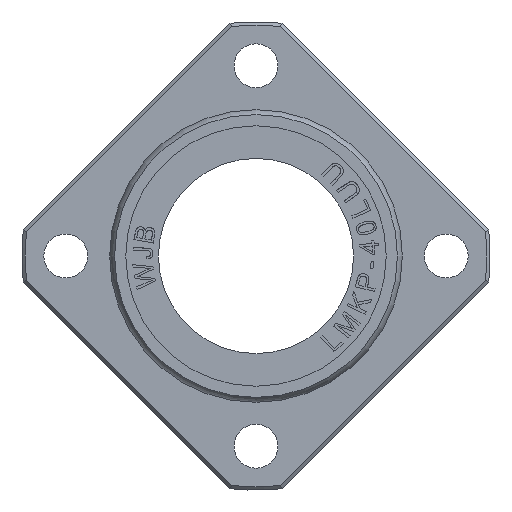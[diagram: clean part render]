
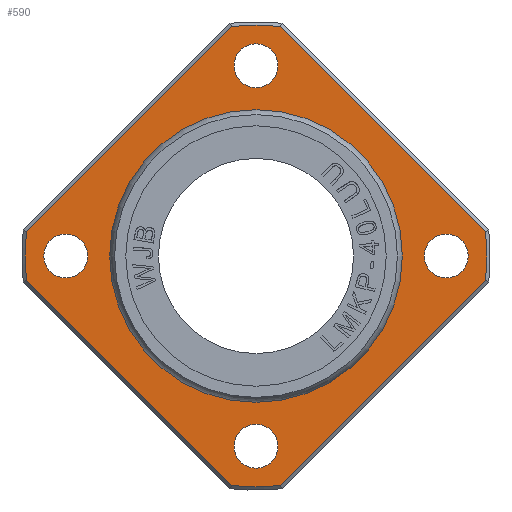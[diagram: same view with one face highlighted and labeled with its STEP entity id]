
A CAD part, left-side view. The second image highlights one B-rep face of the part: STEP entity #590.
In plain terms, the highlighted planar face has unit normal (-1, 0, 0).
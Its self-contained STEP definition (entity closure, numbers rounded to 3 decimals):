
#590=ADVANCED_FACE('',(#1895,#1896,#1897,#1898,#1899,#1900),#1004,.T.);
#1004=PLANE('',#7557);
#1319=CIRCLE('',#7532,47.3);
#1321=CIRCLE('',#7535,47.3);
#1323=CIRCLE('',#7538,47.3);
#1325=CIRCLE('',#7541,47.3);
#1331=CIRCLE('',#7552,29.668);
#1332=CIRCLE('',#7553,4.5);
#1333=CIRCLE('',#7554,4.5);
#1334=CIRCLE('',#7555,4.5);
#1335=CIRCLE('',#7556,4.5);
#1470=B_SPLINE_CURVE_WITH_KNOTS('',3,(#10953,#10954,#10955,#10956),.UNSPECIFIED.,
 .F.,.F.,(4,4),(0.,1.),.UNSPECIFIED.);
#1471=B_SPLINE_CURVE_WITH_KNOTS('',3,(#10957,#10958,#10959,#10960),.UNSPECIFIED.,
 .F.,.F.,(4,4),(0.,1.),.UNSPECIFIED.);
#1472=B_SPLINE_CURVE_WITH_KNOTS('',3,(#10961,#10962,#10963,#10964),.UNSPECIFIED.,
 .F.,.F.,(4,4),(0.,1.),.UNSPECIFIED.);
#1473=B_SPLINE_CURVE_WITH_KNOTS('',3,(#10965,#10966,#10967,#10968),.UNSPECIFIED.,
 .F.,.F.,(4,4),(0.,1.),.UNSPECIFIED.);
#1895=FACE_BOUND('',#2031,.T.);
#1896=FACE_BOUND('',#2032,.T.);
#1897=FACE_BOUND('',#2033,.T.);
#1898=FACE_BOUND('',#2034,.T.);
#1899=FACE_BOUND('',#2035,.T.);
#1900=FACE_BOUND('',#2036,.T.);
#2031=EDGE_LOOP('',(#2804));
#2032=EDGE_LOOP('',(#2805));
#2033=EDGE_LOOP('',(#2806));
#2034=EDGE_LOOP('',(#2807));
#2035=EDGE_LOOP('',(#2808));
#2036=EDGE_LOOP('',(#2809,#2810,#2811,#2812,#2813,#2814,#2815,#2816));
#2804=ORIENTED_EDGE('',*,*,#5578,.F.);
#2805=ORIENTED_EDGE('',*,*,#5579,.T.);
#2806=ORIENTED_EDGE('',*,*,#5580,.T.);
#2807=ORIENTED_EDGE('',*,*,#5581,.T.);
#2808=ORIENTED_EDGE('',*,*,#5582,.T.);
#2809=ORIENTED_EDGE('',*,*,#5551,.F.);
#2810=ORIENTED_EDGE('',*,*,#5583,.F.);
#2811=ORIENTED_EDGE('',*,*,#5562,.F.);
#2812=ORIENTED_EDGE('',*,*,#5584,.F.);
#2813=ORIENTED_EDGE('',*,*,#5559,.F.);
#2814=ORIENTED_EDGE('',*,*,#5585,.F.);
#2815=ORIENTED_EDGE('',*,*,#5555,.F.);
#2816=ORIENTED_EDGE('',*,*,#5586,.F.);
#4852=VERTEX_POINT('',#10851);
#4854=VERTEX_POINT('',#10854);
#4856=VERTEX_POINT('',#10866);
#4858=VERTEX_POINT('',#10869);
#4860=VERTEX_POINT('',#10881);
#4862=VERTEX_POINT('',#10884);
#4864=VERTEX_POINT('',#10893);
#4865=VERTEX_POINT('',#10894);
#4876=VERTEX_POINT('',#10944);
#4877=VERTEX_POINT('',#10946);
#4878=VERTEX_POINT('',#10948);
#4879=VERTEX_POINT('',#10950);
#4880=VERTEX_POINT('',#10952);
#5551=EDGE_CURVE('',#4852,#4854,#1319,.T.);
#5555=EDGE_CURVE('',#4856,#4858,#1321,.T.);
#5559=EDGE_CURVE('',#4860,#4862,#1323,.T.);
#5562=EDGE_CURVE('',#4864,#4865,#1325,.T.);
#5578=EDGE_CURVE('',#4876,#4876,#1331,.T.);
#5579=EDGE_CURVE('',#4877,#4877,#1332,.T.);
#5580=EDGE_CURVE('',#4878,#4878,#1333,.T.);
#5581=EDGE_CURVE('',#4879,#4879,#1334,.T.);
#5582=EDGE_CURVE('',#4880,#4880,#1335,.T.);
#5583=EDGE_CURVE('',#4865,#4852,#1470,.T.);
#5584=EDGE_CURVE('',#4862,#4864,#1471,.T.);
#5585=EDGE_CURVE('',#4858,#4860,#1472,.T.);
#5586=EDGE_CURVE('',#4854,#4856,#1473,.T.);
#7532=AXIS2_PLACEMENT_3D('',#10853,#8214,#8215);
#7535=AXIS2_PLACEMENT_3D('',#10868,#8220,#8221);
#7538=AXIS2_PLACEMENT_3D('',#10883,#8226,#8227);
#7541=AXIS2_PLACEMENT_3D('',#10892,#8232,#8233);
#7552=AXIS2_PLACEMENT_3D('',#10943,#8258,#8259);
#7553=AXIS2_PLACEMENT_3D('',#10945,#8260,#8261);
#7554=AXIS2_PLACEMENT_3D('',#10947,#8262,#8263);
#7555=AXIS2_PLACEMENT_3D('',#10949,#8264,#8265);
#7556=AXIS2_PLACEMENT_3D('',#10951,#8266,#8267);
#7557=AXIS2_PLACEMENT_3D('',#10969,#8268,#8269);
#8214=DIRECTION('',(1.,0.,0.));
#8215=DIRECTION('',(0.,0.,-1.));
#8220=DIRECTION('',(1.,0.,0.));
#8221=DIRECTION('',(0.,0.,-1.));
#8226=DIRECTION('',(1.,0.,0.));
#8227=DIRECTION('',(0.,0.,-1.));
#8232=DIRECTION('',(1.,0.,0.));
#8233=DIRECTION('',(0.,0.,-1.));
#8258=DIRECTION('',(-1.,0.,0.));
#8259=DIRECTION('',(0.,0.,1.));
#8260=DIRECTION('',(1.,0.,0.));
#8261=DIRECTION('',(0.,1.,0.));
#8262=DIRECTION('',(1.,0.,0.));
#8263=DIRECTION('',(0.,1.,0.));
#8264=DIRECTION('',(1.,0.,0.));
#8265=DIRECTION('',(0.,1.,0.));
#8266=DIRECTION('',(1.,0.,0.));
#8267=DIRECTION('',(0.,1.,0.));
#8268=DIRECTION('',(-1.,0.,0.));
#8269=DIRECTION('',(0.,0.,1.));
#10851=CARTESIAN_POINT('',(13.,-5.009,-47.034));
#10853=CARTESIAN_POINT('',(13.,0.,0.));
#10854=CARTESIAN_POINT('',(13.,5.009,-47.034));
#10866=CARTESIAN_POINT('',(13.,47.034,-5.009));
#10868=CARTESIAN_POINT('',(13.,0.,0.));
#10869=CARTESIAN_POINT('',(13.,47.034,5.009));
#10881=CARTESIAN_POINT('',(13.,5.009,47.034));
#10883=CARTESIAN_POINT('',(13.,0.,0.));
#10884=CARTESIAN_POINT('',(13.,-5.009,47.034));
#10892=CARTESIAN_POINT('',(13.,0.,0.));
#10893=CARTESIAN_POINT('',(13.,-47.034,5.009));
#10894=CARTESIAN_POINT('',(13.,-47.034,-5.009));
#10943=CARTESIAN_POINT('',(13.,0.,0.));
#10944=CARTESIAN_POINT('',(13.,0.,29.668));
#10945=CARTESIAN_POINT('',(13.,39.,0.));
#10946=CARTESIAN_POINT('',(13.,34.5,0.));
#10947=CARTESIAN_POINT('',(13.,-39.,0.));
#10948=CARTESIAN_POINT('',(13.,-43.5,0.));
#10949=CARTESIAN_POINT('',(13.,0.,39.));
#10950=CARTESIAN_POINT('',(13.,-4.5,39.));
#10951=CARTESIAN_POINT('',(13.,0.,-39.));
#10952=CARTESIAN_POINT('',(13.,-4.5,-39.));
#10953=CARTESIAN_POINT('',(13.,-47.034,-5.009));
#10954=CARTESIAN_POINT('',(13.,-33.026,-19.017));
#10955=CARTESIAN_POINT('',(13.,-19.017,-33.026));
#10956=CARTESIAN_POINT('',(13.,-5.009,-47.034));
#10957=CARTESIAN_POINT('',(13.,-5.009,47.034));
#10958=CARTESIAN_POINT('',(13.,-19.017,33.026));
#10959=CARTESIAN_POINT('',(13.,-33.026,19.017));
#10960=CARTESIAN_POINT('',(13.,-47.034,5.009));
#10961=CARTESIAN_POINT('',(13.,47.034,5.009));
#10962=CARTESIAN_POINT('',(13.,33.026,19.017));
#10963=CARTESIAN_POINT('',(13.,19.017,33.026));
#10964=CARTESIAN_POINT('',(13.,5.009,47.034));
#10965=CARTESIAN_POINT('',(13.,5.009,-47.034));
#10966=CARTESIAN_POINT('',(13.,19.017,-33.026));
#10967=CARTESIAN_POINT('',(13.,33.026,-19.017));
#10968=CARTESIAN_POINT('',(13.,47.034,-5.009));
#10969=CARTESIAN_POINT('',(13.,0.,38.834));
